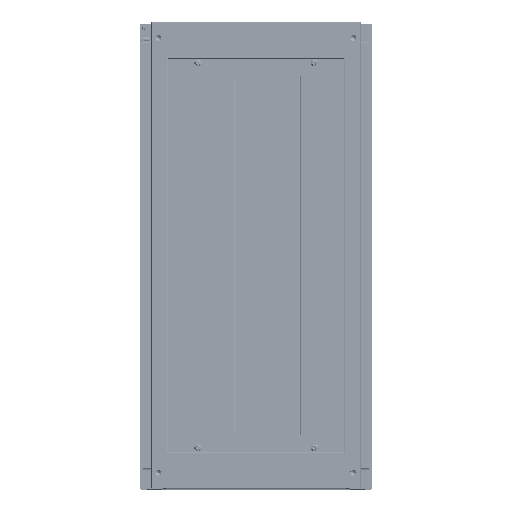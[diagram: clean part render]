
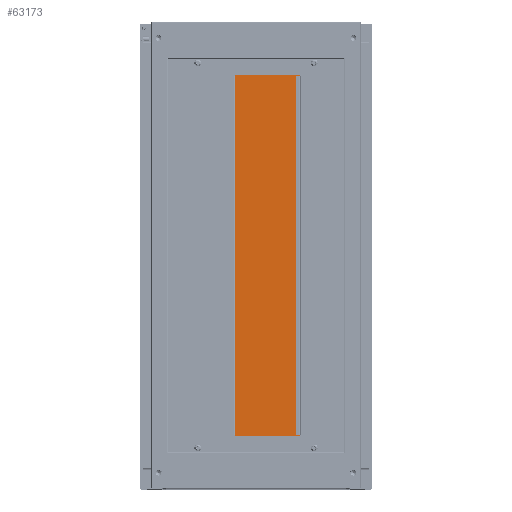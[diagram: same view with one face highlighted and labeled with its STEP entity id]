
A CAD part, top view. The second image highlights one B-rep face of the part: STEP entity #63173.
In plain terms, the highlighted face is planar.
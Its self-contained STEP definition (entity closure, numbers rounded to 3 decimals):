
#14675 = EDGE_CURVE ( 'NONE', #42653, #42633, #82415, .T. ) ;
#14679 = EDGE_CURVE ( 'NONE', #42633, #42692, #82426, .T. ) ;
#14682 = EDGE_CURVE ( 'NONE', #42691, #42689, #82434, .T. ) ;
#14683 = EDGE_CURVE ( 'NONE', #42564, #42691, #82438, .T. ) ;
#14686 = EDGE_CURVE ( 'NONE', #42564, #42565, #82420, .T. ) ;
#14688 = EDGE_CURVE ( 'NONE', #42689, #42653, #82444, .T. ) ;
#14691 = EDGE_CURVE ( 'NONE', #42692, #42614, #82442, .T. ) ;
#14693 = EDGE_CURVE ( 'NONE', #42565, #42614, #82459, .T. ) ;
#29516 = CARTESIAN_POINT ( 'NONE',  ( 385., -72.99, 1.5 ) ) ;
#29519 = CARTESIAN_POINT ( 'NONE',  ( -385., -72.99, 1.5 ) ) ;
#29635 = CARTESIAN_POINT ( 'NONE',  ( -385., -74., 1.5 ) ) ;
#29681 = CARTESIAN_POINT ( 'NONE',  ( -400., 74., 1.5 ) ) ;
#29728 = CARTESIAN_POINT ( 'NONE',  ( 400., 74., 1.5 ) ) ;
#29790 = CARTESIAN_POINT ( 'NONE',  ( 400., -74., 1.5 ) ) ;
#29793 = CARTESIAN_POINT ( 'NONE',  ( 385., -74., 1.5 ) ) ;
#29795 = CARTESIAN_POINT ( 'NONE',  ( -400., -74., 1.5 ) ) ;
#42564 = VERTEX_POINT ( 'NONE', #29516 ) ;
#42565 = VERTEX_POINT ( 'NONE', #29519 ) ;
#42614 = VERTEX_POINT ( 'NONE', #29635 ) ;
#42633 = VERTEX_POINT ( 'NONE', #29681 ) ;
#42653 = VERTEX_POINT ( 'NONE', #29728 ) ;
#42689 = VERTEX_POINT ( 'NONE', #29790 ) ;
#42691 = VERTEX_POINT ( 'NONE', #29793 ) ;
#42692 = VERTEX_POINT ( 'NONE', #29795 ) ;
#63173 = ADVANCED_FACE ( 'NONE', ( #126909 ), #121065, .T. ) ;
#82408 = VECTOR ( 'NONE', #110282, 1000. ) ;
#82413 = VECTOR ( 'NONE', #110335, 1000. ) ;
#82415 = LINE ( 'NONE', #110242, #82416 ) ;
#82416 = VECTOR ( 'NONE', #110244, 1000. ) ;
#82420 = LINE ( 'NONE', #110280, #82408 ) ;
#82426 = LINE ( 'NONE', #110254, #82428 ) ;
#82428 = VECTOR ( 'NONE', #110256, 1000. ) ;
#82434 = LINE ( 'NONE', #110263, #82436 ) ;
#82436 = VECTOR ( 'NONE', #110265, 1000. ) ;
#82438 = LINE ( 'NONE', #110268, #82439 ) ;
#82439 = VECTOR ( 'NONE', #110270, 1000. ) ;
#82442 = LINE ( 'NONE', #110289, #82457 ) ;
#82444 = LINE ( 'NONE', #110271, #82449 ) ;
#82449 = VECTOR ( 'NONE', #110291, 1000. ) ;
#82457 = VECTOR ( 'NONE', #110300, 1000. ) ;
#82459 = LINE ( 'NONE', #110333, #82413 ) ;
#96329 = EDGE_LOOP ( 'NONE', ( #122997, #122996, #122995, #122994, #122993, #122992, #122991, #122990 ) ) ;
#110242 = CARTESIAN_POINT ( 'NONE',  ( -400., 74., 1.5 ) ) ;
#110244 = DIRECTION ( 'NONE',  ( -1., 0., 0. ) ) ;
#110254 = CARTESIAN_POINT ( 'NONE',  ( -400., 74., 1.5 ) ) ;
#110256 = DIRECTION ( 'NONE',  ( 0., -1., 0. ) ) ;
#110263 = CARTESIAN_POINT ( 'NONE',  ( -400., -74., 1.5 ) ) ;
#110265 = DIRECTION ( 'NONE',  ( 1., 0., 0. ) ) ;
#110268 = CARTESIAN_POINT ( 'NONE',  ( 385., -73., 1.5 ) ) ;
#110270 = DIRECTION ( 'NONE',  ( 0., -1., 0. ) ) ;
#110271 = CARTESIAN_POINT ( 'NONE',  ( 400., 74., 1.5 ) ) ;
#110280 = CARTESIAN_POINT ( 'NONE',  ( 385., -72.99, 1.5 ) ) ;
#110282 = DIRECTION ( 'NONE',  ( -1., 0., 0. ) ) ;
#110289 = CARTESIAN_POINT ( 'NONE',  ( -400., -74., 1.5 ) ) ;
#110291 = DIRECTION ( 'NONE',  ( 0., 1., 0. ) ) ;
#110300 = DIRECTION ( 'NONE',  ( 1., 0., 0. ) ) ;
#110333 = CARTESIAN_POINT ( 'NONE',  ( -385., -73., 1.5 ) ) ;
#110335 = DIRECTION ( 'NONE',  ( 0., -1., 0. ) ) ;
#121063 = CARTESIAN_POINT ( 'NONE',  ( -400., -74., 1.5 ) ) ;
#121065 = PLANE ( 'NONE',  #140231 ) ;
#121068 = DIRECTION ( 'NONE',  ( 0., 0., 1. ) ) ;
#121069 = DIRECTION ( 'NONE',  ( 1., 0., 0. ) ) ;
#122990 = ORIENTED_EDGE ( 'NONE', *, *, #14693, .F. ) ;
#122991 = ORIENTED_EDGE ( 'NONE', *, *, #14691, .T. ) ;
#122992 = ORIENTED_EDGE ( 'NONE', *, *, #14679, .T. ) ;
#122993 = ORIENTED_EDGE ( 'NONE', *, *, #14675, .T. ) ;
#122994 = ORIENTED_EDGE ( 'NONE', *, *, #14688, .T. ) ;
#122995 = ORIENTED_EDGE ( 'NONE', *, *, #14682, .T. ) ;
#122996 = ORIENTED_EDGE ( 'NONE', *, *, #14683, .T. ) ;
#122997 = ORIENTED_EDGE ( 'NONE', *, *, #14686, .F. ) ;
#126909 = FACE_OUTER_BOUND ( 'NONE', #96329, .T. ) ;
#140231 = AXIS2_PLACEMENT_3D ( 'NONE', #121063, #121068, #121069 ) ;
